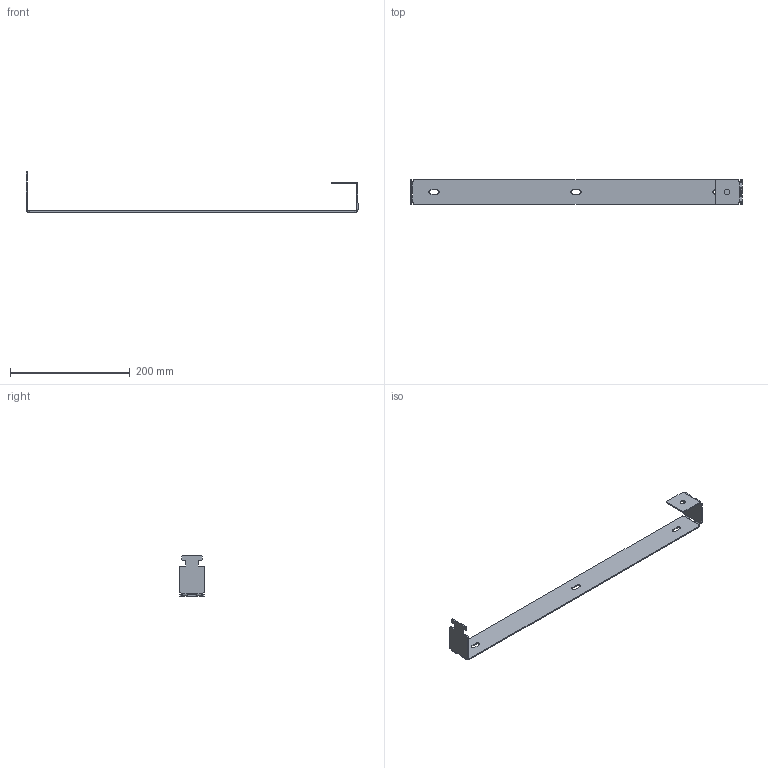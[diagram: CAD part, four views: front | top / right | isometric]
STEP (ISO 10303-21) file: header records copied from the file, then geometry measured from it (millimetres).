
FILE_DESCRIPTION (( 'STEP AP203' ), '1' );
FILE_NAME ('Äåðæàòåëü îãíåçàùèòíîé ïåðåãîðîäêè BMZ-15_BMZ1550.STEP', '2012-11-19T07:08:20', ( 'Àñååâ' ), ( '' ), 'SwSTEP 2.0', 'SolidWorks 2012', '' );
FILE_SCHEMA (( 'CONFIG_CONTROL_DESIGN' ));
Length unit declared in the file: millimetre
Products named in the file (1): Äåðæàòåëü îãíåçàùèòíîé ïåðåãîðîäêè BMZ-15_BMZ1550
Bounding box: 554.07 x 41 x 67.01 mm (x, y, z)
Volume: 55763.3 mm3; surface area: 59379.3 mm2
Topology: 1 solids, 1 shells, 101 faces, 268 edges, 163 vertices
Faces by surface type: plane 46, cylinder 43, bspline 12
Full cylindrical faces by diameter (mm): 9 x1
Entity records: 4439 total; most frequent: CARTESIAN_POINT 1942, ORIENTED_EDGE 532, DIRECTION 460, EDGE_CURVE 266, VERTEX_POINT 162, VECTOR 156, LINE 156, AXIS2_PLACEMENT_3D 152
